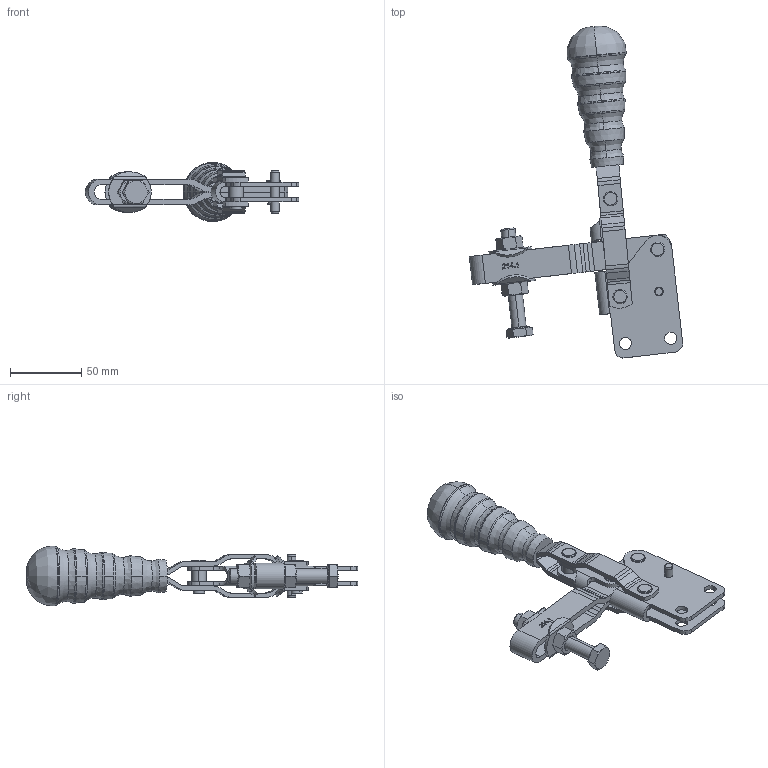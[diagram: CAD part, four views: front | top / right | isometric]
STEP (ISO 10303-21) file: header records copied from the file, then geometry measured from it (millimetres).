
FILE_DESCRIPTION((''),'2;1');
FILE_NAME('214.1.stp','2005-08-29T15:12:43',('CAD'),(''),'Autodesk Inventor 8','Autodesk Inventor 8','');
FILE_SCHEMA(('AUTOMOTIVE_DESIGN { 1 0 10303 214 1 1 1 1 }'));
Length unit declared in the file: millimetre
Products named in the file (1): Part17
Bounding box: 149.85 x 233.06 x 41.84 mm (x, y, z)
Volume: 150863.1 mm3; surface area: 60317.4 mm2
Topology: 1 solids, 3 shells, 1462 faces, 5098 edges, 3171 vertices
Faces by surface type: plane 749, cone 360, cylinder 245, bspline 86, torus 22
Entity records: 58689 total; most frequent: CARTESIAN_POINT 15034, ORIENTED_EDGE 10176, DIRECTION 9016, EDGE_CURVE 5088, AXIS2_PLACEMENT_3D 3233, VERTEX_POINT 3171, VECTOR 2550, LINE 2550
